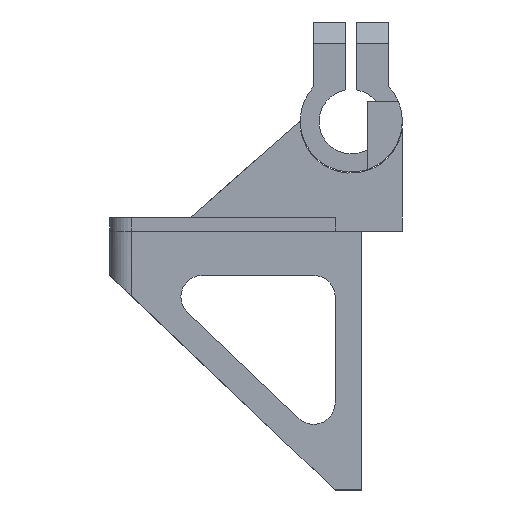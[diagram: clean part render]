
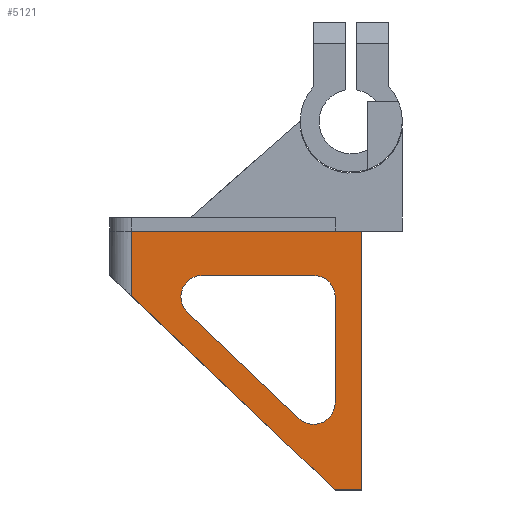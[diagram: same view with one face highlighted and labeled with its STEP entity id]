
A CAD part, front view. The second image highlights one B-rep face of the part: STEP entity #5121.
In plain terms, the highlighted planar face has unit normal (0, -1, 0).
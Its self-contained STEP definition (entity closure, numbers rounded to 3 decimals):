
#205=CIRCLE('',#5443,4.);
#206=CIRCLE('',#5446,4.);
#215=CIRCLE('',#5457,4.);
#308=FACE_BOUND('',#1092,.T.);
#480=PLANE('',#5520);
#747=FACE_OUTER_BOUND('',#1091,.T.);
#1091=EDGE_LOOP('',(#4807,#4808,#4809,#4810,#4811));
#1092=EDGE_LOOP('',(#4812,#4813,#4814,#4815,#4816,#4817));
#1505=LINE('',#8497,#2028);
#1516=LINE('',#8535,#2039);
#1527=LINE('',#8561,#2050);
#1548=LINE('',#8614,#2071);
#1562=LINE('',#8644,#2085);
#1610=LINE('',#8778,#2133);
#1615=LINE('',#8786,#2138);
#1616=LINE('',#8788,#2139);
#2028=VECTOR('',#6517,10.);
#2039=VECTOR('',#6550,10.);
#2050=VECTOR('',#6569,10.);
#2071=VECTOR('',#6620,10.);
#2085=VECTOR('',#6638,10.);
#2133=VECTOR('',#6790,10.);
#2138=VECTOR('',#6799,10.);
#2139=VECTOR('',#6802,10.);
#2577=VERTEX_POINT('',#8494);
#2578=VERTEX_POINT('',#8496);
#2592=VERTEX_POINT('',#8528);
#2593=VERTEX_POINT('',#8530);
#2594=VERTEX_POINT('',#8534);
#2596=VERTEX_POINT('',#8540);
#2597=VERTEX_POINT('',#8541);
#2605=VERTEX_POINT('',#8559);
#2635=VERTEX_POINT('',#8640);
#2636=VERTEX_POINT('',#8642);
#2670=VERTEX_POINT('',#8777);
#3244=EDGE_CURVE('',#2577,#2578,#1505,.T.);
#3260=EDGE_CURVE('',#2593,#2592,#205,.T.);
#3262=EDGE_CURVE('',#2594,#2593,#1516,.T.);
#3265=EDGE_CURVE('',#2596,#2597,#206,.T.);
#3275=EDGE_CURVE('',#2597,#2605,#1527,.T.);
#3284=EDGE_CURVE('',#2605,#2594,#215,.T.);
#3305=EDGE_CURVE('',#2592,#2596,#1548,.T.);
#3320=EDGE_CURVE('',#2636,#2635,#1562,.T.);
#3383=EDGE_CURVE('',#2636,#2670,#1610,.T.);
#3388=EDGE_CURVE('',#2670,#2578,#1615,.T.);
#3389=EDGE_CURVE('',#2635,#2577,#1616,.T.);
#4807=ORIENTED_EDGE('',*,*,#3389,.F.);
#4808=ORIENTED_EDGE('',*,*,#3320,.F.);
#4809=ORIENTED_EDGE('',*,*,#3383,.T.);
#4810=ORIENTED_EDGE('',*,*,#3388,.T.);
#4811=ORIENTED_EDGE('',*,*,#3244,.F.);
#4812=ORIENTED_EDGE('',*,*,#3262,.T.);
#4813=ORIENTED_EDGE('',*,*,#3260,.T.);
#4814=ORIENTED_EDGE('',*,*,#3305,.T.);
#4815=ORIENTED_EDGE('',*,*,#3265,.T.);
#4816=ORIENTED_EDGE('',*,*,#3275,.T.);
#4817=ORIENTED_EDGE('',*,*,#3284,.T.);
#5121=ADVANCED_FACE('',(#747,#308),#480,.F.);
#5443=AXIS2_PLACEMENT_3D('',#8531,#6545,#6546);
#5446=AXIS2_PLACEMENT_3D('',#8542,#6555,#6556);
#5457=AXIS2_PLACEMENT_3D('',#8575,#6587,#6588);
#5520=AXIS2_PLACEMENT_3D('',#8787,#6800,#6801);
#6517=DIRECTION('',(1.,0.,0.));
#6545=DIRECTION('center_axis',(0.,1.,0.));
#6546=DIRECTION('ref_axis',(-0.928,0.,0.371));
#6550=DIRECTION('',(-0.724,0.,0.69));
#6555=DIRECTION('center_axis',(0.,1.,0.));
#6556=DIRECTION('ref_axis',(0.707,0.,0.707));
#6569=DIRECTION('',(0.,0.,-1.));
#6587=DIRECTION('center_axis',(0.,1.,0.));
#6588=DIRECTION('ref_axis',(0.394,0.,-0.919));
#6620=DIRECTION('',(1.,0.,0.));
#6638=DIRECTION('',(-0.724,0.,0.69));
#6790=DIRECTION('',(1.,0.,0.));
#6799=DIRECTION('',(0.,0.,1.));
#6800=DIRECTION('center_axis',(0.,1.,0.));
#6801=DIRECTION('ref_axis',(1.,0.,0.));
#6802=DIRECTION('',(0.,0.,1.));
#8494=CARTESIAN_POINT('',(-48.,-161.117,25.75));
#8496=CARTESIAN_POINT('',(-5.,-161.117,25.75));
#8497=CARTESIAN_POINT('',(-48.,-161.117,25.75));
#8528=CARTESIAN_POINT('',(-34.75,-161.117,17.5));
#8530=CARTESIAN_POINT('',(-37.509,-161.117,10.603));
#8531=CARTESIAN_POINT('Origin',(-34.75,-161.117,13.5));
#8534=CARTESIAN_POINT('',(-16.759,-161.117,-9.158));
#8535=CARTESIAN_POINT('',(-6.552,-161.117,-18.879));
#8540=CARTESIAN_POINT('',(-14.,-161.117,17.5));
#8541=CARTESIAN_POINT('',(-10.,-161.117,13.5));
#8542=CARTESIAN_POINT('Origin',(-14.,-161.117,13.5));
#8559=CARTESIAN_POINT('',(-10.,-161.117,-6.262));
#8561=CARTESIAN_POINT('',(-10.,-161.117,17.5));
#8575=CARTESIAN_POINT('Origin',(-14.,-161.117,-6.262));
#8614=CARTESIAN_POINT('',(-48.,-161.117,17.5));
#8640=CARTESIAN_POINT('',(-48.,-161.117,13.69));
#8642=CARTESIAN_POINT('',(-10.,-161.117,-22.5));
#8644=CARTESIAN_POINT('',(-10.,-161.117,-22.5));
#8777=CARTESIAN_POINT('',(-5.,-161.117,-22.5));
#8778=CARTESIAN_POINT('',(-48.,-161.117,-22.5));
#8786=CARTESIAN_POINT('',(-5.,-161.117,25.25));
#8787=CARTESIAN_POINT('Origin',(-48.,-161.117,25.25));
#8788=CARTESIAN_POINT('',(-48.,-161.117,25.25));
